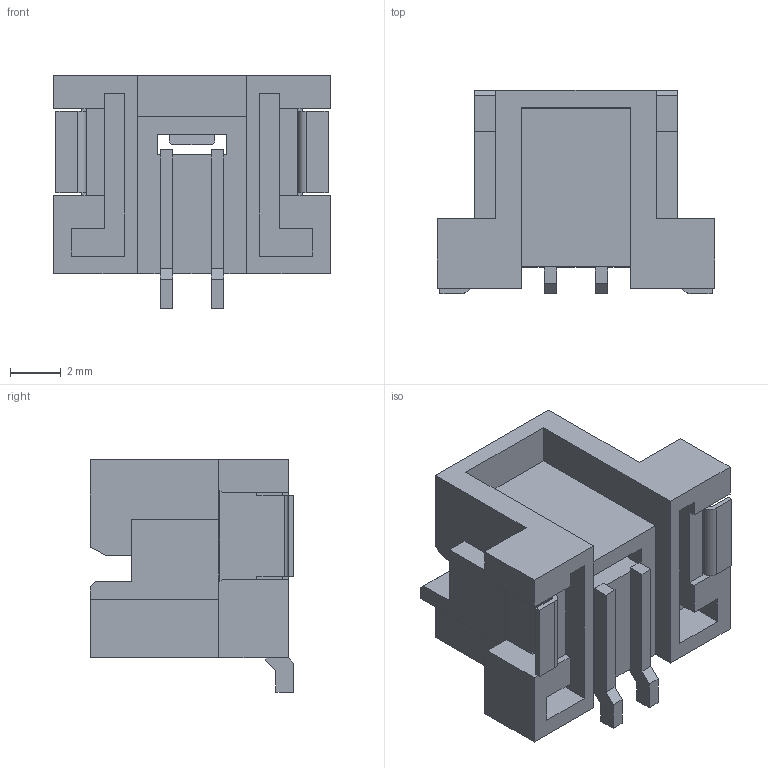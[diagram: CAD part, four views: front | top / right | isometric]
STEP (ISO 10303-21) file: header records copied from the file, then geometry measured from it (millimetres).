
FILE_DESCRIPTION((''),'2;1');
FILE_NAME('5600200220','2017-05-31T',('ksrinivasara'),(''),'PRO/ENGINEER BY PARAMETRIC TECHNOLOGY CORPORATION, 2012310','PRO/ENGINEER BY PARAMETRIC TECHNOLOGY CORPORATION, 2012310','');
FILE_SCHEMA(('CONFIG_CONTROL_DESIGN'));
Length unit declared in the file: millimetre
Products named in the file (1): 5600200220
Bounding box: 10.9 x 8 x 9.15 mm (x, y, z)
Volume: 257.6 mm3; surface area: 730 mm2
Topology: 1 solids, 1 shells, 218 faces, 660 edges, 428 vertices
Faces by surface type: plane 211, cylinder 5, cone 2
Entity records: 7255 total; most frequent: CARTESIAN_POINT 1291, ORIENTED_EDGE 1288, DIRECTION 1110, VECTOR 648, LINE 648, EDGE_CURVE 644, VERTEX_POINT 412, AXIS2_PLACEMENT_3D 231
